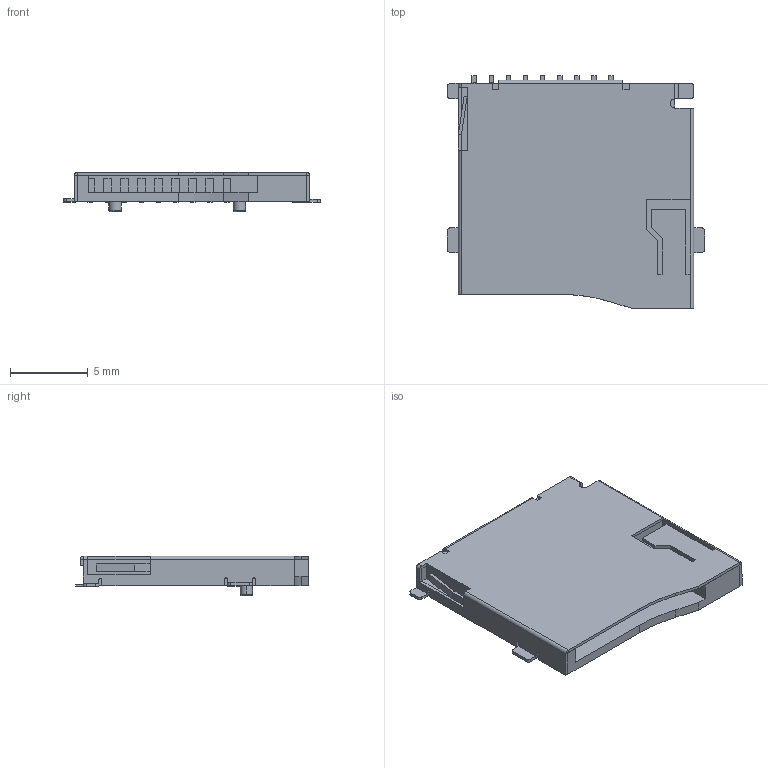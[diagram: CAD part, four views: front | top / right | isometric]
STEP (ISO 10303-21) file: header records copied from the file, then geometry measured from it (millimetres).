
FILE_DESCRIPTION (( 'STEP AP214' ), '1' );
FILE_NAME ('TF-SMD_TF-02.STEP', '2021-12-15T06:41:20', ( 'PC' ), ( 'Microsoft' ), 'SwSTEP 2.0', 'SolidWorks 2020', '' );
FILE_SCHEMA (( 'AUTOMOTIVE_DESIGN' ));
Length unit declared in the file: millimetre
Products named in the file (1): TF-SMD_TF-02
Bounding box: 16.55 x 15 x 2.55 mm (x, y, z)
Volume: 252.3 mm3; surface area: 1217.7 mm2
Topology: 21 solids, 21 shells, 621 faces, 1669 edges, 1088 vertices
Faces by surface type: plane 466, cylinder 135, bspline 16, torus 4
Entity records: 27900 total; most frequent: CARTESIAN_POINT 5266, ORIENTED_EDGE 3338, DIRECTION 3131, EDGE_CURVE 1669, VECTOR 1357, LINE 1357, VERTEX_POINT 1088, AXIS2_PLACEMENT_3D 887
